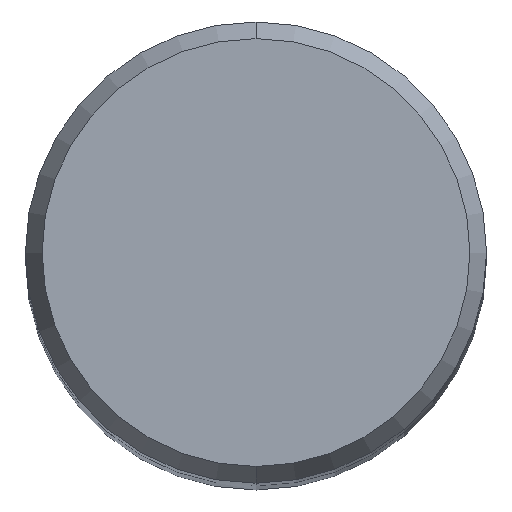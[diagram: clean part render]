
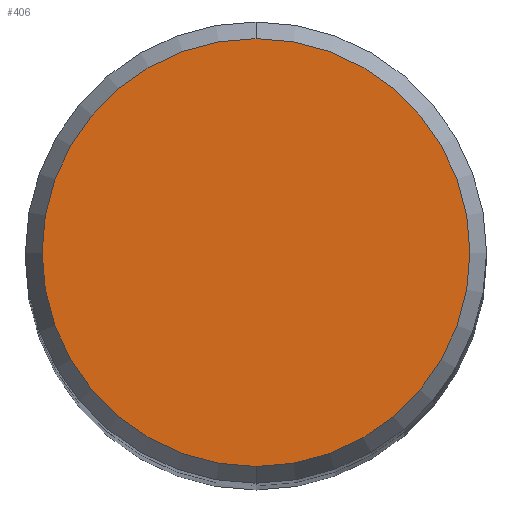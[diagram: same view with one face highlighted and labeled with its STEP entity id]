
A CAD part, top view. The second image highlights one B-rep face of the part: STEP entity #406.
In plain terms, the highlighted planar face has unit normal (0, 0, 1).
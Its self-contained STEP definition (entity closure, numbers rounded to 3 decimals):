
#340=VERTEX_POINT('',#689);
#368=EDGE_CURVE('',#466,#340,#718,.T.);
#406=ADVANCED_FACE('',(#762),#763,.T.);
#460=EDGE_CURVE('',#340,#466,#826,.T.);
#466=VERTEX_POINT('',#832);
#689=CARTESIAN_POINT('',(0.,-8.837,0.));
#718=CIRCLE('',#1362,8.837);
#762=FACE_OUTER_BOUND('',#1456,.T.);
#763=PLANE('',#1457);
#826=CIRCLE('',#1590,8.837);
#832=CARTESIAN_POINT('',(0.0,8.837,0.));
#1362=AXIS2_PLACEMENT_3D('',#1888,#1889,#1890);
#1456=EDGE_LOOP('',(#1953,#1954));
#1457=AXIS2_PLACEMENT_3D('',#1955,#1956,#1957);
#1590=AXIS2_PLACEMENT_3D('',#2033,#2034,#2035);
#1888=CARTESIAN_POINT('',(0.0,0.0,0.));
#1889=DIRECTION('',(0.0,0.0,-1.0));
#1890=DIRECTION('',(0.0,1.0,0.0));
#1953=ORIENTED_EDGE('',*,*,#368,.F.);
#1954=ORIENTED_EDGE('',*,*,#460,.F.);
#1955=CARTESIAN_POINT('',(0.0,4.419,0.));
#1956=DIRECTION('',(-0.0,0.0,1.0));
#1957=DIRECTION('',(0.0,-1.0,0.0));
#2033=CARTESIAN_POINT('',(0.0,0.0,0.));
#2034=DIRECTION('',(0.0,0.0,-1.0));
#2035=DIRECTION('',(0.0,1.0,0.0));
